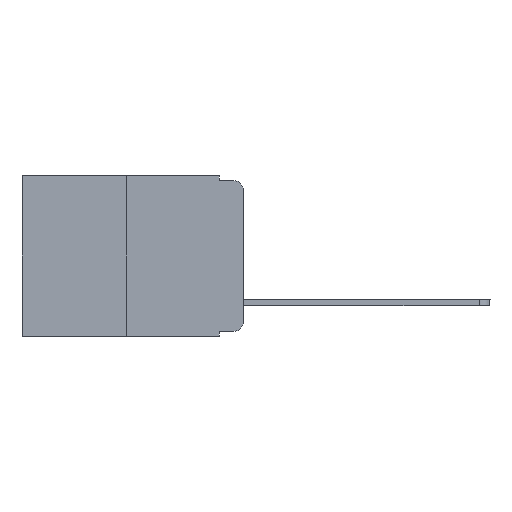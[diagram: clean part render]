
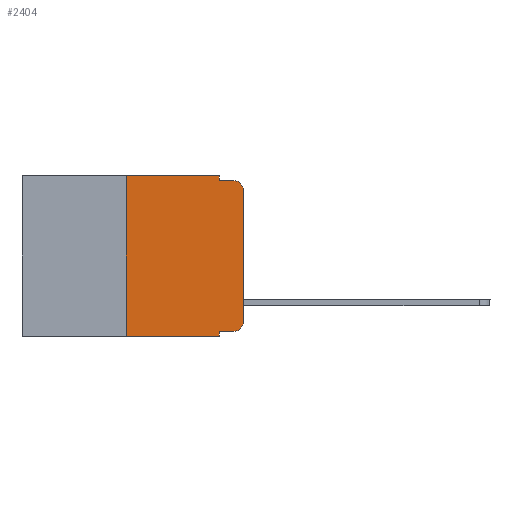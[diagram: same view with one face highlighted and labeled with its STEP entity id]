
A CAD part, left-side view. The second image highlights one B-rep face of the part: STEP entity #2404.
In plain terms, the highlighted planar face has unit normal (-1, 0, 0).
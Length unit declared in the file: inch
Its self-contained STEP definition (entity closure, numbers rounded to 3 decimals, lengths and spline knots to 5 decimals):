
#26 = DIRECTION ( 'NONE',  ( -1., 0., 0. ) ) ;
#304 = LINE ( 'NONE', #15022, #3206 ) ;
#317 = CARTESIAN_POINT ( 'NONE',  ( 0., 0., 0. ) ) ;
#382 = EDGE_LOOP ( 'NONE', ( #18148, #15946, #8010, #17492, #3989, #18787, #2283, #4231, #3014, #10317 ) ) ;
#422 = AXIS2_PLACEMENT_3D ( 'NONE', #16658, #16481, #6326 ) ;
#449 = VERTEX_POINT ( 'NONE', #14463 ) ;
#620 = CARTESIAN_POINT ( 'NONE',  ( 0., 0.051, -0.333 ) ) ;
#712 = CARTESIAN_POINT ( 'NONE',  ( 0., 0.473, 0. ) ) ;
#1587 = CARTESIAN_POINT ( 'NONE',  ( 0., 0., -0.03 ) ) ;
#1652 = VECTOR ( 'NONE', #2096, 39.37008 ) ;
#2019 = AXIS2_PLACEMENT_3D ( 'NONE', #5751, #26, #5654 ) ;
#2096 = DIRECTION ( 'NONE',  ( 0., -1., 0. ) ) ;
#2118 = EDGE_CURVE ( 'NONE', #10588, #3064, #18208, .T. ) ;
#2178 = DIRECTION ( 'NONE',  ( 0., 0., 1. ) ) ;
#2283 = ORIENTED_EDGE ( 'NONE', *, *, #12208, .T. ) ;
#2404 = ADVANCED_FACE ( 'NONE', ( #11840 ), #3428, .F. ) ;
#2503 = CARTESIAN_POINT ( 'NONE',  ( 0., 0.051, 0. ) ) ;
#2951 = VECTOR ( 'NONE', #9604, 39.37008 ) ;
#3014 = ORIENTED_EDGE ( 'NONE', *, *, #11505, .T. ) ;
#3064 = VERTEX_POINT ( 'NONE', #16046 ) ;
#3206 = VECTOR ( 'NONE', #9007, 39.37008 ) ;
#3428 = PLANE ( 'NONE',  #422 ) ;
#3583 = CARTESIAN_POINT ( 'NONE',  ( 0., 0.473, -0.343 ) ) ;
#3830 = LINE ( 'NONE', #712, #2951 ) ;
#3861 = VECTOR ( 'NONE', #13644, 39.37008 ) ;
#3868 = VECTOR ( 'NONE', #14271, 39.37008 ) ;
#3989 = ORIENTED_EDGE ( 'NONE', *, *, #13179, .F. ) ;
#4024 = VERTEX_POINT ( 'NONE', #16457 ) ;
#4050 = EDGE_CURVE ( 'NONE', #11566, #449, #304, .T. ) ;
#4231 = ORIENTED_EDGE ( 'NONE', *, *, #4050, .F. ) ;
#4688 = DIRECTION ( 'NONE',  ( 0., 0., 1. ) ) ;
#4869 = CARTESIAN_POINT ( 'NONE',  ( 0., 0.051, -0.01 ) ) ;
#4957 = LINE ( 'NONE', #4869, #12528 ) ;
#5258 = CARTESIAN_POINT ( 'NONE',  ( 0., 0.051, 0. ) ) ;
#5378 = LINE ( 'NONE', #8270, #1652 ) ;
#5498 = DIRECTION ( 'NONE',  ( 0., 0., -1. ) ) ;
#5550 = LINE ( 'NONE', #5258, #3868 ) ;
#5654 = DIRECTION ( 'NONE',  ( 0., 0., -1. ) ) ;
#5751 = CARTESIAN_POINT ( 'NONE',  ( 0., 0.02, -0.313 ) ) ;
#6301 = EDGE_CURVE ( 'NONE', #13600, #13391, #5550, .T. ) ;
#6308 = VERTEX_POINT ( 'NONE', #11154 ) ;
#6326 = DIRECTION ( 'NONE',  ( 0., 0., -1. ) ) ;
#6383 = EDGE_CURVE ( 'NONE', #18244, #6308, #7879, .T. ) ;
#7088 = VECTOR ( 'NONE', #2178, 39.37008 ) ;
#7879 = CIRCLE ( 'NONE', #2019, 0.02 ) ;
#8010 = ORIENTED_EDGE ( 'NONE', *, *, #15119, .F. ) ;
#8032 = DIRECTION ( 'NONE',  ( 0., -1., 0. ) ) ;
#8270 = CARTESIAN_POINT ( 'NONE',  ( 0., 0.051, -0.333 ) ) ;
#9007 = DIRECTION ( 'NONE',  ( 0., 0., -1. ) ) ;
#9131 = VERTEX_POINT ( 'NONE', #1587 ) ;
#9604 = DIRECTION ( 'NONE',  ( 0., -1., 0. ) ) ;
#10317 = ORIENTED_EDGE ( 'NONE', *, *, #6383, .T. ) ;
#10588 = VERTEX_POINT ( 'NONE', #12005 ) ;
#10909 = LINE ( 'NONE', #3583, #3861 ) ;
#11154 = CARTESIAN_POINT ( 'NONE',  ( 0., 0., -0.313 ) ) ;
#11159 = CARTESIAN_POINT ( 'NONE',  ( 0., 0.02, -0.333 ) ) ;
#11505 = EDGE_CURVE ( 'NONE', #11566, #18244, #5378, .T. ) ;
#11563 = CIRCLE ( 'NONE', #14676, 0.02 ) ;
#11566 = VERTEX_POINT ( 'NONE', #620 ) ;
#11840 = FACE_OUTER_BOUND ( 'NONE', #382, .T. ) ;
#12005 = CARTESIAN_POINT ( 'NONE',  ( 0., 0.25, -0.343 ) ) ;
#12208 = EDGE_CURVE ( 'NONE', #10588, #449, #10909, .T. ) ;
#12283 = EDGE_CURVE ( 'NONE', #9131, #4024, #11563, .T. ) ;
#12528 = VECTOR ( 'NONE', #8032, 39.37008 ) ;
#12755 = CARTESIAN_POINT ( 'NONE',  ( 0., 0.02, -0.03 ) ) ;
#13179 = EDGE_CURVE ( 'NONE', #3064, #13600, #3830, .T. ) ;
#13391 = VERTEX_POINT ( 'NONE', #13931 ) ;
#13600 = VERTEX_POINT ( 'NONE', #2503 ) ;
#13644 = DIRECTION ( 'NONE',  ( 0., -1., 0. ) ) ;
#13931 = CARTESIAN_POINT ( 'NONE',  ( 0., 0.051, -0.01 ) ) ;
#14271 = DIRECTION ( 'NONE',  ( 0., 0., -1. ) ) ;
#14280 = CARTESIAN_POINT ( 'NONE',  ( 0., 0.25, 0. ) ) ;
#14463 = CARTESIAN_POINT ( 'NONE',  ( 0., 0.051, -0.343 ) ) ;
#14676 = AXIS2_PLACEMENT_3D ( 'NONE', #12755, #17286, #5498 ) ;
#15022 = CARTESIAN_POINT ( 'NONE',  ( 0., 0.051, 0. ) ) ;
#15119 = EDGE_CURVE ( 'NONE', #13391, #4024, #4957, .T. ) ;
#15946 = ORIENTED_EDGE ( 'NONE', *, *, #12283, .T. ) ;
#16046 = CARTESIAN_POINT ( 'NONE',  ( 0., 0.25, 0. ) ) ;
#16457 = CARTESIAN_POINT ( 'NONE',  ( 0., 0.02, -0.01 ) ) ;
#16481 = DIRECTION ( 'NONE',  ( 1., 0., 0. ) ) ;
#16658 = CARTESIAN_POINT ( 'NONE',  ( 0., 0.473, 0. ) ) ;
#17270 = VECTOR ( 'NONE', #4688, 39.37008 ) ;
#17286 = DIRECTION ( 'NONE',  ( -1., 0., 0. ) ) ;
#17492 = ORIENTED_EDGE ( 'NONE', *, *, #6301, .F. ) ;
#17913 = LINE ( 'NONE', #317, #17270 ) ;
#18148 = ORIENTED_EDGE ( 'NONE', *, *, #18504, .T. ) ;
#18208 = LINE ( 'NONE', #14280, #7088 ) ;
#18244 = VERTEX_POINT ( 'NONE', #11159 ) ;
#18504 = EDGE_CURVE ( 'NONE', #6308, #9131, #17913, .T. ) ;
#18787 = ORIENTED_EDGE ( 'NONE', *, *, #2118, .F. ) ;
